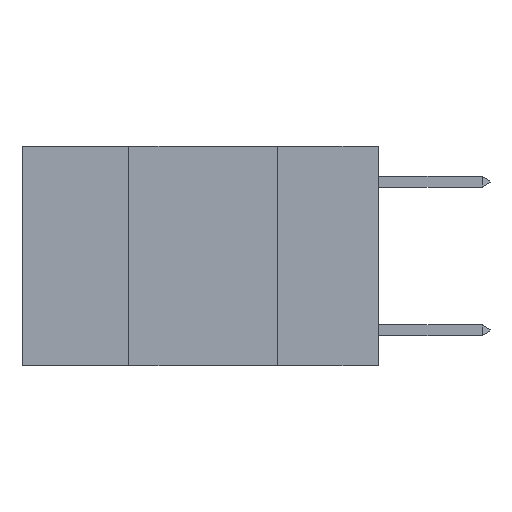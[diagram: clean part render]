
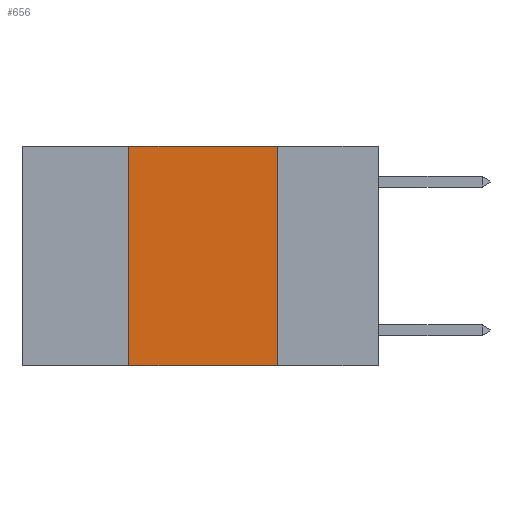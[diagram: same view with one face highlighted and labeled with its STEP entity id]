
A CAD part, left-side view. The second image highlights one B-rep face of the part: STEP entity #656.
In plain terms, the highlighted planar face has unit normal (-1, 0, 0).
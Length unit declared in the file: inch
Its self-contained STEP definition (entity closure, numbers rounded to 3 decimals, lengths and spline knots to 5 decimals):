
#50 = VECTOR ( 'NONE', #9181, 39.37008 ) ;
#328 = VECTOR ( 'NONE', #10792, 39.37008 ) ;
#656 = ADVANCED_FACE ( 'NONE', ( #1999 ), #6877, .F. ) ;
#1032 = DIRECTION ( 'NONE',  ( 1., 0., 0. ) ) ;
#1081 = VECTOR ( 'NONE', #13712, 39.37008 ) ;
#1102 = VERTEX_POINT ( 'NONE', #8975 ) ;
#1302 = VERTEX_POINT ( 'NONE', #5888 ) ;
#1527 = CARTESIAN_POINT ( 'NONE',  ( 0., 0.6, 0. ) ) ;
#1999 = FACE_OUTER_BOUND ( 'NONE', #9653, .T. ) ;
#2382 = AXIS2_PLACEMENT_3D ( 'NONE', #5471, #1032, #4564 ) ;
#2432 = EDGE_CURVE ( 'NONE', #2998, #1102, #14015, .T. ) ;
#2998 = VERTEX_POINT ( 'NONE', #11908 ) ;
#3253 = ORIENTED_EDGE ( 'NONE', *, *, #3315, .F. ) ;
#3315 = EDGE_CURVE ( 'NONE', #1102, #1302, #4585, .T. ) ;
#3638 = ORIENTED_EDGE ( 'NONE', *, *, #2432, .F. ) ;
#3952 = EDGE_CURVE ( 'NONE', #9931, #1302, #6623, .T. ) ;
#4564 = DIRECTION ( 'NONE',  ( 0., 0., -1. ) ) ;
#4585 = LINE ( 'NONE', #13908, #9569 ) ;
#5471 = CARTESIAN_POINT ( 'NONE',  ( 0., 0.6, 0. ) ) ;
#5651 = CARTESIAN_POINT ( 'NONE',  ( 0., 0.42, 0. ) ) ;
#5888 = CARTESIAN_POINT ( 'NONE',  ( 0., 0.17, -0.37 ) ) ;
#6623 = LINE ( 'NONE', #6855, #1081 ) ;
#6855 = CARTESIAN_POINT ( 'NONE',  ( 0., 0.6, -0.37 ) ) ;
#6877 = PLANE ( 'NONE',  #2382 ) ;
#7698 = CARTESIAN_POINT ( 'NONE',  ( 0., 0.42, -0.37 ) ) ;
#8895 = ORIENTED_EDGE ( 'NONE', *, *, #3952, .T. ) ;
#8975 = CARTESIAN_POINT ( 'NONE',  ( 0., 0.17, 0. ) ) ;
#9101 = LINE ( 'NONE', #5651, #50 ) ;
#9181 = DIRECTION ( 'NONE',  ( 0., 0., 1. ) ) ;
#9569 = VECTOR ( 'NONE', #14062, 39.37008 ) ;
#9653 = EDGE_LOOP ( 'NONE', ( #3253, #3638, #9758, #8895 ) ) ;
#9758 = ORIENTED_EDGE ( 'NONE', *, *, #11829, .F. ) ;
#9931 = VERTEX_POINT ( 'NONE', #7698 ) ;
#10792 = DIRECTION ( 'NONE',  ( 0., -1., 0. ) ) ;
#11829 = EDGE_CURVE ( 'NONE', #9931, #2998, #9101, .T. ) ;
#11908 = CARTESIAN_POINT ( 'NONE',  ( 0., 0.42, 0. ) ) ;
#13712 = DIRECTION ( 'NONE',  ( 0., -1., 0. ) ) ;
#13908 = CARTESIAN_POINT ( 'NONE',  ( 0., 0.17, 0. ) ) ;
#14015 = LINE ( 'NONE', #1527, #328 ) ;
#14062 = DIRECTION ( 'NONE',  ( 0., 0., -1. ) ) ;
